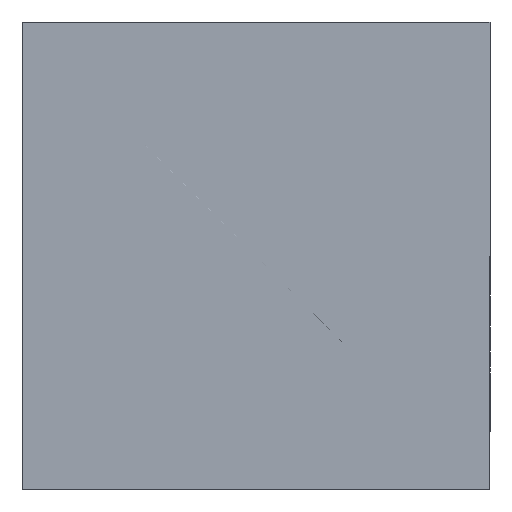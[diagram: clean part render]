
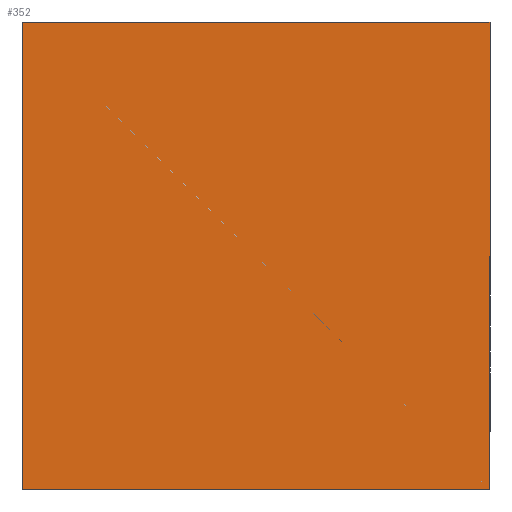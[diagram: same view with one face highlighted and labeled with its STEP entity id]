
A CAD part, front view. The second image highlights one B-rep face of the part: STEP entity #352.
In plain terms, the highlighted planar face has unit normal (0, -1, 0).
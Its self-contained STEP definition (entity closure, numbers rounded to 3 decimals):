
#6 = CARTESIAN_POINT ( 'NONE',  ( 0., 0., 0. ) ) ;
#10 = PLANE ( 'NONE',  #249 ) ;
#34 = CARTESIAN_POINT ( 'NONE',  ( 5., 0., -5. ) ) ;
#64 = CARTESIAN_POINT ( 'NONE',  ( -5., 0., -5. ) ) ;
#69 = VECTOR ( 'NONE', #187, 1000. ) ;
#70 = EDGE_CURVE ( 'NONE', #379, #314, #209, .T. ) ;
#76 = VERTEX_POINT ( 'NONE', #115 ) ;
#92 = CARTESIAN_POINT ( 'NONE',  ( -5., 0., 5. ) ) ;
#96 = DIRECTION ( 'NONE',  ( 0., 1., 0. ) ) ;
#109 = VERTEX_POINT ( 'NONE', #265 ) ;
#115 = CARTESIAN_POINT ( 'NONE',  ( 5., 0., 5. ) ) ;
#120 = DIRECTION ( 'NONE',  ( 1., 0., 0. ) ) ;
#126 = CARTESIAN_POINT ( 'NONE',  ( -5., 0., -5. ) ) ;
#139 = ORIENTED_EDGE ( 'NONE', *, *, #70, .F. ) ;
#142 = ORIENTED_EDGE ( 'NONE', *, *, #204, .F. ) ;
#157 = VECTOR ( 'NONE', #390, 1000. ) ;
#187 = DIRECTION ( 'NONE',  ( 0., 0., -1. ) ) ;
#204 = EDGE_CURVE ( 'NONE', #109, #76, #332, .T. ) ;
#209 = LINE ( 'NONE', #293, #157 ) ;
#220 = DIRECTION ( 'NONE',  ( 0., 0., 1. ) ) ;
#242 = EDGE_CURVE ( 'NONE', #314, #109, #276, .T. ) ;
#249 = AXIS2_PLACEMENT_3D ( 'NONE', #6, #96, #220 ) ;
#256 = ORIENTED_EDGE ( 'NONE', *, *, #242, .F. ) ;
#263 = ORIENTED_EDGE ( 'NONE', *, *, #326, .F. ) ;
#265 = CARTESIAN_POINT ( 'NONE',  ( -5., 0., 5. ) ) ;
#272 = DIRECTION ( 'NONE',  ( 0., 0., 1. ) ) ;
#274 = CARTESIAN_POINT ( 'NONE',  ( 5., 0., -5. ) ) ;
#276 = LINE ( 'NONE', #64, #365 ) ;
#293 = CARTESIAN_POINT ( 'NONE',  ( -5., 0., -5. ) ) ;
#310 = LINE ( 'NONE', #274, #69 ) ;
#314 = VERTEX_POINT ( 'NONE', #126 ) ;
#318 = EDGE_LOOP ( 'NONE', ( #263, #142, #256, #139 ) ) ;
#326 = EDGE_CURVE ( 'NONE', #76, #379, #310, .T. ) ;
#330 = VECTOR ( 'NONE', #120, 1000. ) ;
#332 = LINE ( 'NONE', #92, #330 ) ;
#352 = ADVANCED_FACE ( 'NONE', ( #369 ), #10, .F. ) ;
#365 = VECTOR ( 'NONE', #272, 1000. ) ;
#369 = FACE_OUTER_BOUND ( 'NONE', #318, .T. ) ;
#379 = VERTEX_POINT ( 'NONE', #34 ) ;
#390 = DIRECTION ( 'NONE',  ( -1., 0., 0. ) ) ;
